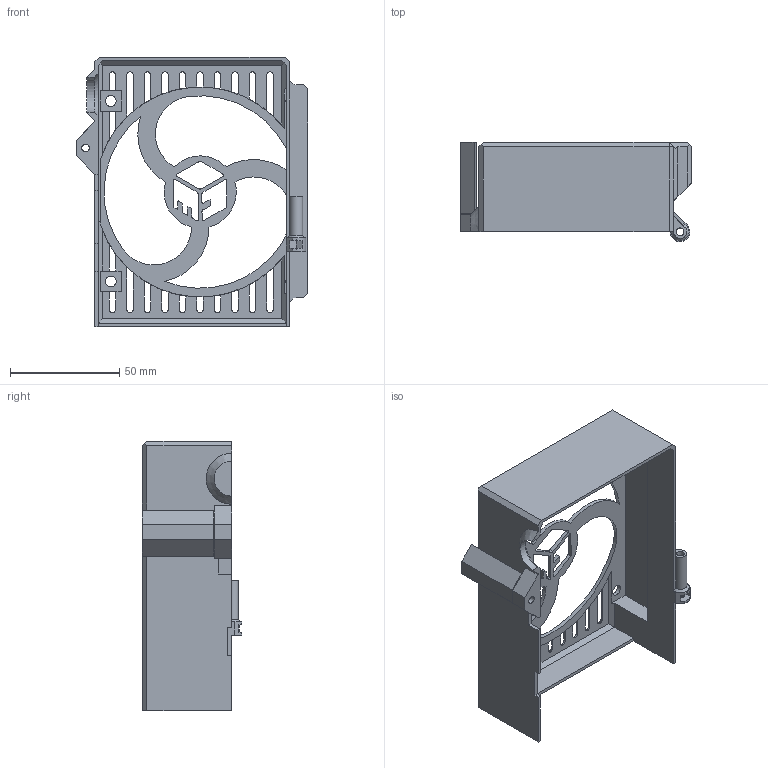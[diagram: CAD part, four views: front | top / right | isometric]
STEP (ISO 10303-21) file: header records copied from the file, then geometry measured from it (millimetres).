
FILE_DESCRIPTION(/* description */ (''),/* implementation_level */ '2;1');
FILE_NAME(/* name */ 'Board-Case-Cover_Inner.step',/* time_stamp */ '2022-02-26T23:06:35+09:00',/* author */ (''),/* organization */ (''),/* preprocessor_version */ 'ST-DEVELOPER v18.1',/* originating_system */ 'Autodesk Translation Framework v10.13.0.1454',/* authorisation */ '');
FILE_SCHEMA (('AUTOMOTIVE_DESIGN { 1 0 10303 214 3 1 1 }'));
Length unit declared in the file: millimetre
Products named in the file (1): Board-Case-Cover_Inner
Bounding box: 105.8 x 45.3 x 123 mm (x, y, z)
Volume: 38198.1 mm3; surface area: 46960.5 mm2
Topology: 2 solids, 2 shells, 234 faces, 749 edges, 497 vertices
Faces by surface type: plane 160, cylinder 45, bspline 25, cone 4
Full cylindrical faces by diameter (mm): 3.5 x4, 5 x4
Entity records: 8570 total; most frequent: CARTESIAN_POINT 1823, ORIENTED_EDGE 1498, DIRECTION 1263, EDGE_CURVE 749, LINE 557, VECTOR 557, VERTEX_POINT 497, AXIS2_PLACEMENT_3D 353
